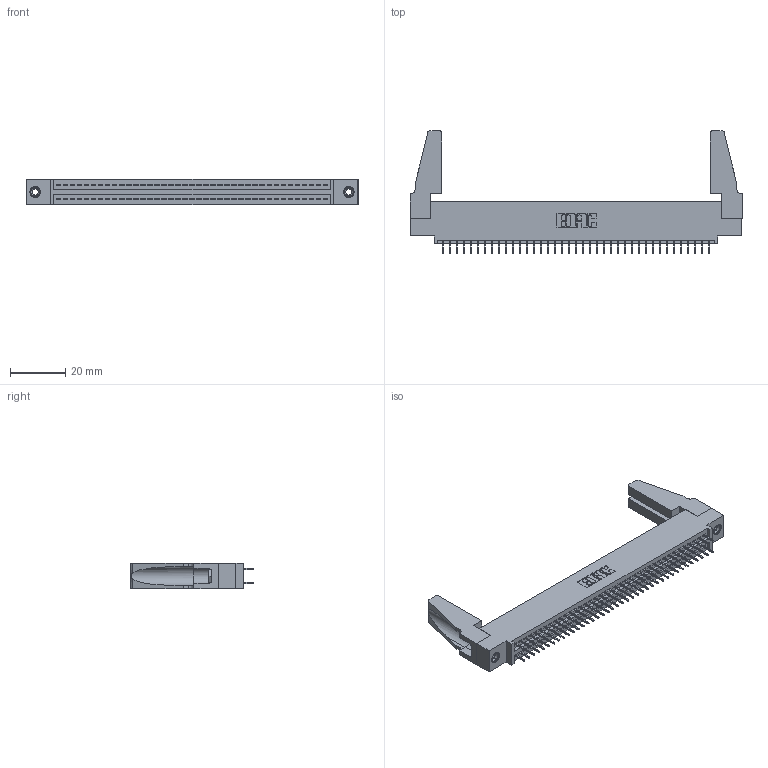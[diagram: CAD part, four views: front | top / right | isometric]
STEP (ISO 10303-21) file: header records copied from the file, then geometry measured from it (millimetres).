
FILE_DESCRIPTION (( 'STEP AP203' ), '1' );
FILE_NAME ('345-078-525-588.STEP', '2020-09-21T11:35:01', ( '' ), ( '' ), 'SwSTEP 2.0', 'SolidWorks 2020', '' );
FILE_SCHEMA (( 'CONFIG_CONTROL_DESIGN' ));
Length unit declared in the file: inch
Products named in the file (5): 345-078-525-588; 345 Part_0.110 Offset - 0.156 Dia-TH; 345-250-001_345-250-001-102; 345-292-001_345-293-125; 345-220-078_345-220-088
Assembly tree (83 placements, depth 2):
  345-078-525-588
    345 Part_0.110 Offset - 0.156 Dia-TH
    345-292-001_345-293-125  x78
    345-250-001_345-250-001-102  x2
    345-220-078_345-220-088  x2
Bounding box: 120.29 x 44.37 x 9.4 mm (x, y, z)
Volume: 14708.4 mm3; surface area: 19703.7 mm2
Topology: 83 solids, 83 shells, 4466 faces, 12601 edges, 8078 vertices
Faces by surface type: plane 3198, cylinder 1252, cone 12, torus 4
Entity records: 33358 total; most frequent: CARTESIAN_POINT 5590, ORIENTED_EDGE 5484, DIRECTION 4938, EDGE_CURVE 2742, VECTOR 2416, LINE 2416, VERTEX_POINT 1818, AXIS2_PLACEMENT_3D 1261
